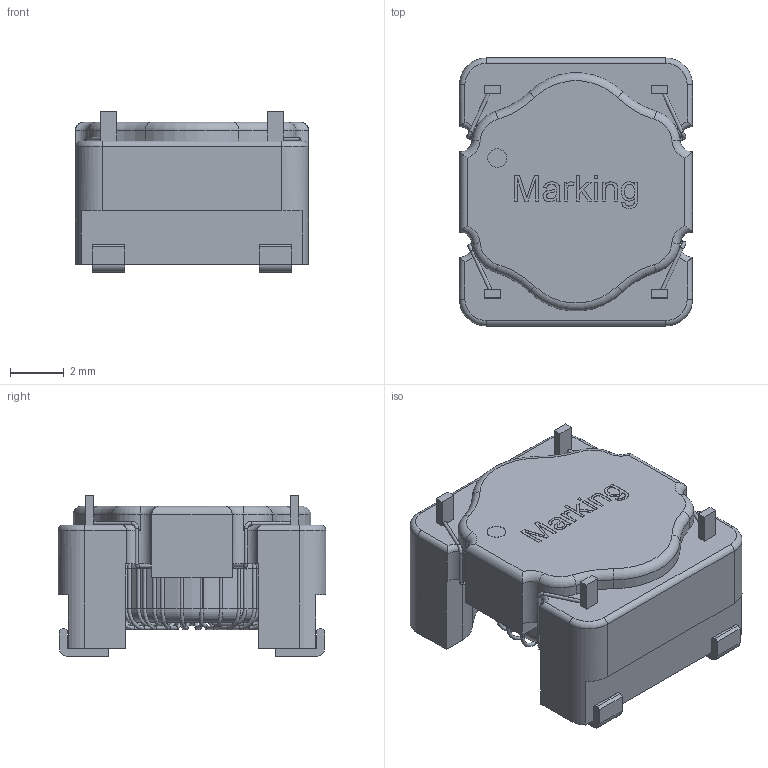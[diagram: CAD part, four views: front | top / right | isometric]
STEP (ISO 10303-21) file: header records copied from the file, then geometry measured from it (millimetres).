
FILE_DESCRIPTION(/* description */ ('Unknown'),/* implementation_level */ '2;1');
FILE_NAME(/* name */ 'L_Wurth_WE-SL5-744272x',/* time_stamp */ '2025-06-05T17:40:41+08:00',/* author */ ('Unknown'),/* organization */ ('Unknown'),/* preprocessor_version */ 'ST-DEVELOPER v19.4',/* originating_system */ 'Solid Edge',/* authorisation */ 'Unknown');
FILE_SCHEMA (('AUTOMOTIVE_DESIGN {1 0 10303 214 3 1 1}'));
Length unit declared in the file: millimetre
Products named in the file (2): L_Wurth_WE-SL5-744272x
Assembly tree (1 placements, depth 2):
  L_Wurth_WE-SL5-744272x
    L_Wurth_WE-SL5-744272x
Bounding box: 8.7 x 10 x 6 mm (x, y, z)
Volume: 289.3 mm3; surface area: 703.7 mm2
Topology: 2 solids, 2 shells, 678 faces, 1585 edges, 917 vertices
Faces by surface type: cylinder 242, plane 201, torus 176, bspline 59
Full cylindrical faces by diameter (mm): 0.13 x196, 0.7 x1, 2.5 x1, 6 x1
Entity records: 28212 total; most frequent: CARTESIAN_POINT 10459, DIRECTION 2570, ORIENTED_EDGE 2268, EDGE_CURVE 1134, EDGE_LOOP 1102, FACE_BOUND 1102, AXIS2_PLACEMENT_3D 1049, VERTEX_POINT 866
